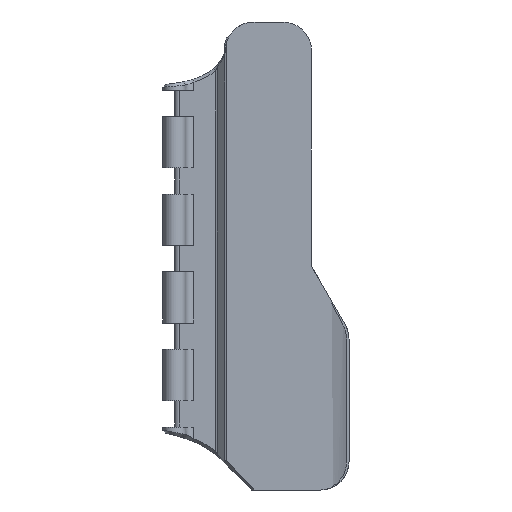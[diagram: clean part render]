
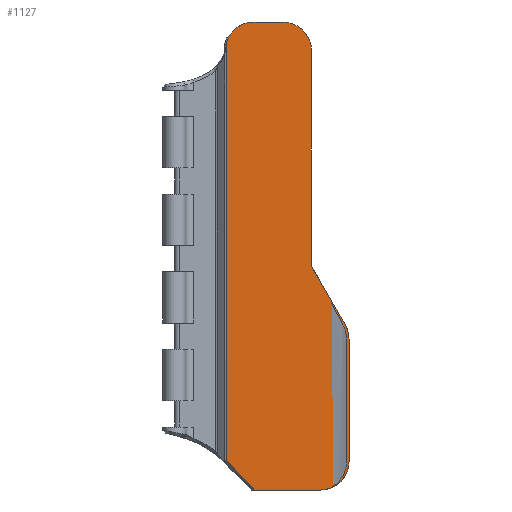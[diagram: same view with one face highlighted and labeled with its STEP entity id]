
A CAD part, front view. The second image highlights one B-rep face of the part: STEP entity #1127.
In plain terms, the highlighted planar face has unit normal (0, -1, 0).
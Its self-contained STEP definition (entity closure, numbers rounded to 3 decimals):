
#50 = VERTEX_POINT ( 'NONE', #8465 ) ;
#78 = ORIENTED_EDGE ( 'NONE', *, *, #7818, .F. ) ;
#133 = ORIENTED_EDGE ( 'NONE', *, *, #1380, .F. ) ;
#236 = VERTEX_POINT ( 'NONE', #6166 ) ;
#292 = AXIS2_PLACEMENT_3D ( 'NONE', #5865, #9915, #975 ) ;
#367 = CARTESIAN_POINT ( 'NONE',  ( -42.662, 0., 155.679 ) ) ;
#750 = CARTESIAN_POINT ( 'NONE',  ( 0., 0., 10. ) ) ;
#773 = ORIENTED_EDGE ( 'NONE', *, *, #904, .T. ) ;
#824 = CARTESIAN_POINT ( 'NONE',  ( -23.077, 0., 162.831 ) ) ;
#851 = VERTEX_POINT ( 'NONE', #10070 ) ;
#904 = EDGE_CURVE ( 'NONE', #10967, #4489, #3191, .T. ) ;
#975 = DIRECTION ( 'NONE',  ( 0., 0., 1. ) ) ;
#1127 = ADVANCED_FACE ( 'NONE', ( #11657 ), #10962, .F. ) ;
#1177 = CARTESIAN_POINT ( 'NONE',  ( -33.077, 0., 152.831 ) ) ;
#1184 = CARTESIAN_POINT ( 'NONE',  ( -13.077, 0., 77.831 ) ) ;
#1380 = EDGE_CURVE ( 'NONE', #10193, #50, #5390, .T. ) ;
#1506 = CARTESIAN_POINT ( 'NONE',  ( -42.149, 0., 9.695 ) ) ;
#1535 = CIRCLE ( 'NONE', #292, 10. ) ;
#1549 = VERTEX_POINT ( 'NONE', #2246 ) ;
#1644 = CARTESIAN_POINT ( 'NONE',  ( -42.42, 0., 9.985 ) ) ;
#1719 = CARTESIAN_POINT ( 'NONE',  ( 0., 0., 52.502 ) ) ;
#1756 = CARTESIAN_POINT ( 'NONE',  ( -33.077, 0., 152.831 ) ) ;
#1786 = EDGE_CURVE ( 'NONE', #236, #10193, #3328, .T. ) ;
#1804 = EDGE_CURVE ( 'NONE', #10145, #10967, #4109, .T. ) ;
#2158 = DIRECTION ( 'NONE',  ( 0., 0., -1. ) ) ;
#2246 = CARTESIAN_POINT ( 'NONE',  ( -10., 0., 0. ) ) ;
#2427 = CARTESIAN_POINT ( 'NONE',  ( -42.536, 0., 10.107 ) ) ;
#2488 = CARTESIAN_POINT ( 'NONE',  ( -42.411, 0., 9.975 ) ) ;
#2493 = LINE ( 'NONE', #4448, #10247 ) ;
#2496 = ORIENTED_EDGE ( 'NONE', *, *, #5447, .F. ) ;
#2589 = EDGE_CURVE ( 'NONE', #5099, #10281, #8573, .T. ) ;
#2620 = CARTESIAN_POINT ( 'NONE',  ( -42.404, 0., 9.968 ) ) ;
#3077 = DIRECTION ( 'NONE',  ( 0., 0., -1. ) ) ;
#3139 = CARTESIAN_POINT ( 'NONE',  ( -42.662, 0., 152.831 ) ) ;
#3191 = B_SPLINE_CURVE_WITH_KNOTS ( 'NONE', 3,
 ( #6403, #4706, #2427, #7501, #1644, #2488, #3728, #2620, #7565, #5684, #10584, #12524, #6464, #3535, #1506, #5621, #7439, #8615, #11612, #7630, #10452, #12656, #8680 ),
 .UNSPECIFIED., .F., .F.,
 ( 4, 1, 1, 1, 2, 2, 1, 1, 1, 2, 2, 1, 1, 1, 1, 1, 4 ),
 ( 0., 0.016, 0.023, 0.025, 0.026, 0.027, 0.031, 0.047, 0.051, 0.053, 0.054, 0.055, 0.062, 0.125, 0.25, 0.5, 1. ),
 .UNSPECIFIED. ) ;
#3328 = LINE ( 'NONE', #1184, #9336 ) ;
#3361 = DIRECTION ( 'NONE',  ( 1., 0., 0. ) ) ;
#3369 = CARTESIAN_POINT ( 'NONE',  ( -1.34, 0., 57.502 ) ) ;
#3535 = CARTESIAN_POINT ( 'NONE',  ( -42.153, 0., 9.7 ) ) ;
#3610 = LINE ( 'NONE', #1719, #8861 ) ;
#3714 = DIRECTION ( 'NONE',  ( 0., 0., 1. ) ) ;
#3728 = CARTESIAN_POINT ( 'NONE',  ( -42.404, 0., 9.968 ) ) ;
#3811 = CARTESIAN_POINT ( 'NONE',  ( -10., 0., 10. ) ) ;
#4082 = ORIENTED_EDGE ( 'NONE', *, *, #1804, .T. ) ;
#4109 = LINE ( 'NONE', #3139, #6213 ) ;
#4342 = ORIENTED_EDGE ( 'NONE', *, *, #2589, .F. ) ;
#4448 = CARTESIAN_POINT ( 'NONE',  ( -10., 0., 0. ) ) ;
#4489 = VERTEX_POINT ( 'NONE', #7015 ) ;
#4679 = CIRCLE ( 'NONE', #11958, 10. ) ;
#4706 = CARTESIAN_POINT ( 'NONE',  ( -42.612, 0., 10.187 ) ) ;
#4794 = ORIENTED_EDGE ( 'NONE', *, *, #6454, .F. ) ;
#5099 = VERTEX_POINT ( 'NONE', #12302 ) ;
#5230 = EDGE_LOOP ( 'NONE', ( #4082, #773, #4794, #2496, #10317, #133, #5583, #6610, #6399, #4342, #78 ) ) ;
#5390 = CIRCLE ( 'NONE', #9344, 10. ) ;
#5391 = DIRECTION ( 'NONE',  ( 0., 0., -1. ) ) ;
#5447 = EDGE_CURVE ( 'NONE', #11319, #1549, #12124, .T. ) ;
#5583 = ORIENTED_EDGE ( 'NONE', *, *, #1786, .F. ) ;
#5587 = CARTESIAN_POINT ( 'NONE',  ( -10., 0., 52.502 ) ) ;
#5621 = CARTESIAN_POINT ( 'NONE',  ( -42.142, 0., 9.688 ) ) ;
#5684 = CARTESIAN_POINT ( 'NONE',  ( -42.375, 0., 9.937 ) ) ;
#5865 = CARTESIAN_POINT ( 'NONE',  ( -23.077, 0., 152.831 ) ) ;
#6065 = DIRECTION ( 'NONE',  ( 0., 1., 0. ) ) ;
#6166 = CARTESIAN_POINT ( 'NONE',  ( -13.077, 0., 77.831 ) ) ;
#6213 = VECTOR ( 'NONE', #2158, 1000. ) ;
#6399 = ORIENTED_EDGE ( 'NONE', *, *, #12047, .F. ) ;
#6403 = CARTESIAN_POINT ( 'NONE',  ( -42.662, 0., 10.239 ) ) ;
#6454 = EDGE_CURVE ( 'NONE', #1549, #4489, #2493, .T. ) ;
#6464 = CARTESIAN_POINT ( 'NONE',  ( -42.17, 0., 9.718 ) ) ;
#6577 = VECTOR ( 'NONE', #3361, 1000. ) ;
#6610 = ORIENTED_EDGE ( 'NONE', *, *, #8867, .F. ) ;
#7015 = CARTESIAN_POINT ( 'NONE',  ( -33.079, 0., 0. ) ) ;
#7163 = VECTOR ( 'NONE', #3077, 1000. ) ;
#7291 = DIRECTION ( 'NONE',  ( 0., 0., 1. ) ) ;
#7439 = CARTESIAN_POINT ( 'NONE',  ( -42.114, 0., 9.658 ) ) ;
#7501 = CARTESIAN_POINT ( 'NONE',  ( -42.454, 0., 10.021 ) ) ;
#7565 = CARTESIAN_POINT ( 'NONE',  ( -42.4, 0., 9.963 ) ) ;
#7630 = CARTESIAN_POINT ( 'NONE',  ( -39.866, 0., 7.255 ) ) ;
#7818 = EDGE_CURVE ( 'NONE', #10145, #5099, #4679, .T. ) ;
#8024 = LINE ( 'NONE', #9929, #7163 ) ;
#8465 = CARTESIAN_POINT ( 'NONE',  ( 0., 0., 52.502 ) ) ;
#8573 = LINE ( 'NONE', #11442, #6577 ) ;
#8615 = CARTESIAN_POINT ( 'NONE',  ( -41.887, 0., 9.415 ) ) ;
#8680 = CARTESIAN_POINT ( 'NONE',  ( -33.079, 0., 0. ) ) ;
#8861 = VECTOR ( 'NONE', #12537, 1000. ) ;
#8867 = EDGE_CURVE ( 'NONE', #851, #236, #8024, .T. ) ;
#9336 = VECTOR ( 'NONE', #11345, 1000. ) ;
#9344 = AXIS2_PLACEMENT_3D ( 'NONE', #5587, #11580, #5391 ) ;
#9474 = DIRECTION ( 'NONE',  ( -1., 0., 0. ) ) ;
#9843 = DIRECTION ( 'NONE',  ( 0., 1., 0. ) ) ;
#9915 = DIRECTION ( 'NONE',  ( 0., 1., 0. ) ) ;
#9929 = CARTESIAN_POINT ( 'NONE',  ( -13.077, 0., 152.831 ) ) ;
#10056 = AXIS2_PLACEMENT_3D ( 'NONE', #3811, #11570, #11764 ) ;
#10070 = CARTESIAN_POINT ( 'NONE',  ( -13.077, 0., 152.831 ) ) ;
#10145 = VERTEX_POINT ( 'NONE', #367 ) ;
#10193 = VERTEX_POINT ( 'NONE', #3369 ) ;
#10247 = VECTOR ( 'NONE', #9474, 1000. ) ;
#10281 = VERTEX_POINT ( 'NONE', #824 ) ;
#10317 = ORIENTED_EDGE ( 'NONE', *, *, #10548, .F. ) ;
#10452 = CARTESIAN_POINT ( 'NONE',  ( -37.071, 0., 4.267 ) ) ;
#10548 = EDGE_CURVE ( 'NONE', #50, #11319, #3610, .T. ) ;
#10584 = CARTESIAN_POINT ( 'NONE',  ( -42.305, 0., 9.862 ) ) ;
#10875 = CARTESIAN_POINT ( 'NONE',  ( -42.662, 0., 10.239 ) ) ;
#10962 = PLANE ( 'NONE',  #11429 ) ;
#10967 = VERTEX_POINT ( 'NONE', #10875 ) ;
#11319 = VERTEX_POINT ( 'NONE', #750 ) ;
#11345 = DIRECTION ( 'NONE',  ( 0.5, 0., -0.866 ) ) ;
#11429 = AXIS2_PLACEMENT_3D ( 'NONE', #1756, #9843, #3714 ) ;
#11442 = CARTESIAN_POINT ( 'NONE',  ( -33.077, 0., 162.831 ) ) ;
#11570 = DIRECTION ( 'NONE',  ( 0., 1., 0. ) ) ;
#11580 = DIRECTION ( 'NONE',  ( 0., 1., 0. ) ) ;
#11612 = CARTESIAN_POINT ( 'NONE',  ( -41.263, 0., 8.748 ) ) ;
#11657 = FACE_OUTER_BOUND ( 'NONE', #5230, .T. ) ;
#11764 = DIRECTION ( 'NONE',  ( 0., 0., -1. ) ) ;
#11958 = AXIS2_PLACEMENT_3D ( 'NONE', #1177, #6065, #7291 ) ;
#12047 = EDGE_CURVE ( 'NONE', #10281, #851, #1535, .T. ) ;
#12124 = CIRCLE ( 'NONE', #10056, 10. ) ;
#12302 = CARTESIAN_POINT ( 'NONE',  ( -33.077, 0., 162.831 ) ) ;
#12524 = CARTESIAN_POINT ( 'NONE',  ( -42.201, 0., 9.751 ) ) ;
#12537 = DIRECTION ( 'NONE',  ( 0., 0., -1. ) ) ;
#12656 = CARTESIAN_POINT ( 'NONE',  ( -34.676, 0., 1.707 ) ) ;
